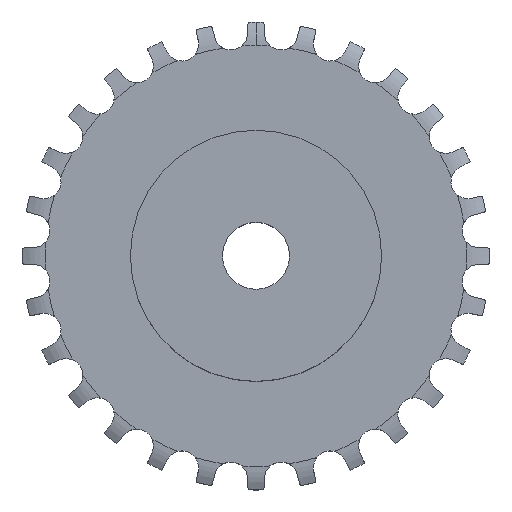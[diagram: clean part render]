
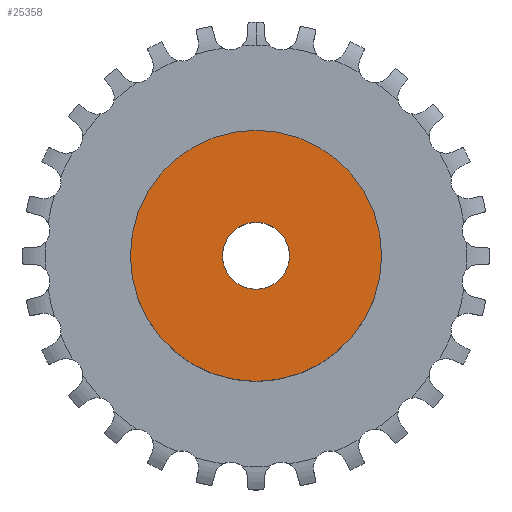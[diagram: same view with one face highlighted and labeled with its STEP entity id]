
A CAD part, top view. The second image highlights one B-rep face of the part: STEP entity #25358.
In plain terms, the highlighted planar face has unit normal (0, 0, 1).
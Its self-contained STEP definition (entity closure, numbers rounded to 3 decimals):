
#4340 = CYLINDRICAL_SURFACE('',#4341,4.);
#4341 = AXIS2_PLACEMENT_3D('',#4342,#4343,#4344);
#4342 = CARTESIAN_POINT('',(0.,0.,81.27));
#4343 = DIRECTION('',(0.,0.,1.));
#4344 = DIRECTION('',(1.,0.,-0.));
#7521 = CYLINDRICAL_SURFACE('',#7522,15.);
#7522 = AXIS2_PLACEMENT_3D('',#7523,#7524,#7525);
#7523 = CARTESIAN_POINT('',(0.,0.,0.));
#7524 = DIRECTION('',(-0.,-0.,-1.));
#7525 = DIRECTION('',(1.,0.,0.));
#20478 = EDGE_CURVE('',#20479,#20479,#20481,.T.);
#20479 = VERTEX_POINT('',#20480);
#20480 = CARTESIAN_POINT('',(4.,0.,13.7));
#20481 = SURFACE_CURVE('',#20482,(#20487,#20494),.PCURVE_S1.);
#20482 = CIRCLE('',#20483,4.);
#20483 = AXIS2_PLACEMENT_3D('',#20484,#20485,#20486);
#20484 = CARTESIAN_POINT('',(0.,0.,13.7));
#20485 = DIRECTION('',(0.,0.,1.));
#20486 = DIRECTION('',(1.,0.,-0.));
#20487 = PCURVE('',#4340,#20488);
#20488 = DEFINITIONAL_REPRESENTATION('',(#20489),#20493);
#20489 = LINE('',#20490,#20491);
#20490 = CARTESIAN_POINT('',(0.,-67.57));
#20491 = VECTOR('',#20492,1.);
#20492 = DIRECTION('',(1.,0.));
#20493 = ( GEOMETRIC_REPRESENTATION_CONTEXT(2) 
PARAMETRIC_REPRESENTATION_CONTEXT() REPRESENTATION_CONTEXT('2D SPACE',''
  ) );
#20494 = PCURVE('',#20495,#20500);
#20495 = PLANE('',#20496);
#20496 = AXIS2_PLACEMENT_3D('',#20497,#20498,#20499);
#20497 = CARTESIAN_POINT('',(0.,0.,13.7));
#20498 = DIRECTION('',(-0.,0.,1.));
#20499 = DIRECTION('',(0.,-1.,0.));
#20500 = DEFINITIONAL_REPRESENTATION('',(#20501),#20505);
#20501 = CIRCLE('',#20502,4.);
#20502 = AXIS2_PLACEMENT_2D('',#20503,#20504);
#20503 = CARTESIAN_POINT('',(0.,0.));
#20504 = DIRECTION('',(0.,1.));
#20505 = ( GEOMETRIC_REPRESENTATION_CONTEXT(2) 
PARAMETRIC_REPRESENTATION_CONTEXT() REPRESENTATION_CONTEXT('2D SPACE',''
  ) );
#23667 = VERTEX_POINT('',#23668);
#23668 = CARTESIAN_POINT('',(15.,0.,13.7));
#23689 = EDGE_CURVE('',#23667,#23667,#23690,.T.);
#23690 = SURFACE_CURVE('',#23691,(#23696,#23703),.PCURVE_S1.);
#23691 = CIRCLE('',#23692,15.);
#23692 = AXIS2_PLACEMENT_3D('',#23693,#23694,#23695);
#23693 = CARTESIAN_POINT('',(0.,0.,13.7));
#23694 = DIRECTION('',(0.,0.,1.));
#23695 = DIRECTION('',(1.,0.,0.));
#23696 = PCURVE('',#7521,#23697);
#23697 = DEFINITIONAL_REPRESENTATION('',(#23698),#23702);
#23698 = LINE('',#23699,#23700);
#23699 = CARTESIAN_POINT('',(-0.,-13.7));
#23700 = VECTOR('',#23701,1.);
#23701 = DIRECTION('',(-1.,0.));
#23702 = ( GEOMETRIC_REPRESENTATION_CONTEXT(2) 
PARAMETRIC_REPRESENTATION_CONTEXT() REPRESENTATION_CONTEXT('2D SPACE',''
  ) );
#23703 = PCURVE('',#20495,#23704);
#23704 = DEFINITIONAL_REPRESENTATION('',(#23705),#23709);
#23705 = CIRCLE('',#23706,15.);
#23706 = AXIS2_PLACEMENT_2D('',#23707,#23708);
#23707 = CARTESIAN_POINT('',(0.,0.));
#23708 = DIRECTION('',(0.,1.));
#23709 = ( GEOMETRIC_REPRESENTATION_CONTEXT(2) 
PARAMETRIC_REPRESENTATION_CONTEXT() REPRESENTATION_CONTEXT('2D SPACE',''
  ) );
#25358 = ADVANCED_FACE('',(#25359,#25362),#20495,.T.);
#25359 = FACE_BOUND('',#25360,.T.);
#25360 = EDGE_LOOP('',(#25361));
#25361 = ORIENTED_EDGE('',*,*,#23689,.T.);
#25362 = FACE_BOUND('',#25363,.T.);
#25363 = EDGE_LOOP('',(#25364));
#25364 = ORIENTED_EDGE('',*,*,#20478,.F.);
